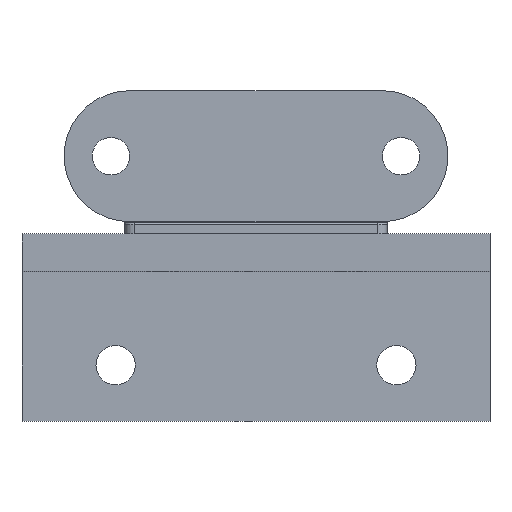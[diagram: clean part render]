
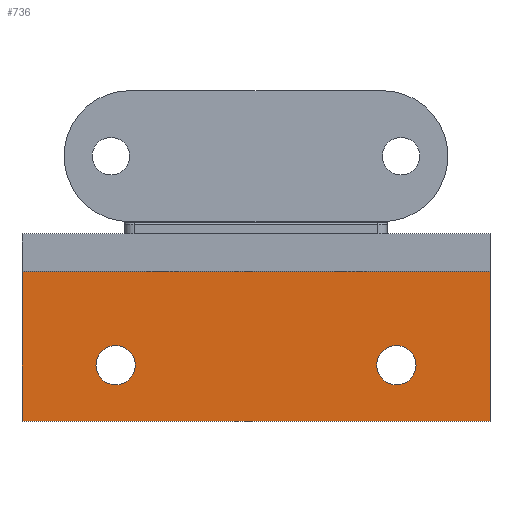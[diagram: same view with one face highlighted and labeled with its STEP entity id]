
A CAD part, top view. The second image highlights one B-rep face of the part: STEP entity #736.
In plain terms, the highlighted planar face has unit normal (0, 0, 1).
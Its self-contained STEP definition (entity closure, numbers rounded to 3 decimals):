
#736=ADVANCED_FACE('NONE',(#1456,#1457,#1458),#1459,.F.);
#1456=FACE_OUTER_BOUND('',#2997,.T.);
#1457=FACE_BOUND('',#2998,.T.);
#1458=FACE_BOUND('',#2999,.T.);
#1459=PLANE('',#3000);
#2997=EDGE_LOOP('',(#4775,#4776,#4777,#4778));
#2998=EDGE_LOOP('',(#4779,#4780));
#2999=EDGE_LOOP('',(#4781,#4782));
#3000=AXIS2_PLACEMENT_3D('',#4783,#4784,#4785);
#4775=ORIENTED_EDGE('',*,*,#5647,.T.);
#4776=ORIENTED_EDGE('',*,*,#5636,.T.);
#4777=ORIENTED_EDGE('',*,*,#5630,.T.);
#4778=ORIENTED_EDGE('',*,*,#5626,.F.);
#4779=ORIENTED_EDGE('',*,*,#5642,.T.);
#4780=ORIENTED_EDGE('',*,*,#5597,.T.);
#4781=ORIENTED_EDGE('',*,*,#5644,.T.);
#4782=ORIENTED_EDGE('',*,*,#5602,.T.);
#4783=CARTESIAN_POINT('',(-25.0,-4.0,4.0));
#4784=DIRECTION('',(0.,0.,-1.0));
#4785=DIRECTION('',(-1.0,0.0,0.));
#5597=EDGE_CURVE('NONE',#6662,#6663,#6664,.T.);
#5602=EDGE_CURVE('NONE',#6671,#6672,#6673,.T.);
#5626=EDGE_CURVE('NONE',#6712,#6714,#6715,.T.);
#5630=EDGE_CURVE('NONE',#6719,#6714,#6720,.T.);
#5636=EDGE_CURVE('NONE',#6724,#6719,#6729,.T.);
#5642=EDGE_CURVE('NONE',#6663,#6662,#6735,.T.);
#5644=EDGE_CURVE('NONE',#6672,#6671,#6737,.T.);
#5647=EDGE_CURVE('NONE',#6712,#6724,#6740,.T.);
#6662=VERTEX_POINT('NONE',#8571);
#6663=VERTEX_POINT('NONE',#8572);
#6664=CIRCLE('',#8573,2.1);
#6671=VERTEX_POINT('NONE',#8582);
#6672=VERTEX_POINT('NONE',#8583);
#6673=CIRCLE('',#8584,2.1);
#6712=VERTEX_POINT('NONE',#8634);
#6714=VERTEX_POINT('NONE',#8637);
#6715=LINE('',#8638,#8639);
#6719=VERTEX_POINT('NONE',#8645);
#6720=LINE('',#8646,#8647);
#6724=VERTEX_POINT('NONE',#8652);
#6729=LINE('',#8660,#8661);
#6735=CIRCLE('',#8668,2.1);
#6737=CIRCLE('',#8670,2.1);
#6740=LINE('',#8674,#8675);
#8571=CARTESIAN_POINT('',(15.0,-16.1,4.0));
#8572=CARTESIAN_POINT('',(15.0,-11.9,4.0));
#8573=AXIS2_PLACEMENT_3D('',#9541,#9542,#9543);
#8582=CARTESIAN_POINT('',(-15.0,-16.1,4.0));
#8583=CARTESIAN_POINT('',(-15.0,-11.9,4.0));
#8584=AXIS2_PLACEMENT_3D('',#9549,#9550,#9551);
#8634=CARTESIAN_POINT('',(25.0,-4.0,4.0));
#8637=CARTESIAN_POINT('',(25.0,-20.0,4.0));
#8638=CARTESIAN_POINT('',(25.0,-20.0,4.0));
#8639=VECTOR('',#9585,1000.0);
#8645=CARTESIAN_POINT('',(-25.0,-20.0,4.0));
#8646=CARTESIAN_POINT('',(-25.0,-20.0,4.0));
#8647=VECTOR('',#9588,1000.0);
#8652=CARTESIAN_POINT('',(-25.0,-4.0,4.0));
#8660=CARTESIAN_POINT('',(-25.0,-20.0,4.0));
#8661=VECTOR('',#9593,1000.0);
#8668=AXIS2_PLACEMENT_3D('',#9601,#9602,#9603);
#8670=AXIS2_PLACEMENT_3D('',#9604,#9605,#9606);
#8674=CARTESIAN_POINT('',(-25.0,-4.0,4.0));
#8675=VECTOR('',#9608,1000.0);
#9541=CARTESIAN_POINT('',(15.0,-14.0,4.0));
#9542=DIRECTION('',(0.,0.,-1.0));
#9543=DIRECTION('',(0.,1.0,0.));
#9549=CARTESIAN_POINT('',(-15.0,-14.0,4.0));
#9550=DIRECTION('',(0.,0.,-1.0));
#9551=DIRECTION('',(0.,1.0,0.));
#9585=DIRECTION('',(0.,-1.0,0.));
#9588=DIRECTION('',(1.0,0.,0.));
#9593=DIRECTION('',(0.,-1.0,0.));
#9601=CARTESIAN_POINT('',(15.0,-14.0,4.0));
#9602=DIRECTION('',(0.,0.,-1.0));
#9603=DIRECTION('',(0.,1.0,0.));
#9604=CARTESIAN_POINT('',(-15.0,-14.0,4.0));
#9605=DIRECTION('',(0.,0.,-1.0));
#9606=DIRECTION('',(0.,1.0,0.));
#9608=DIRECTION('',(-1.0,0.,0.));
